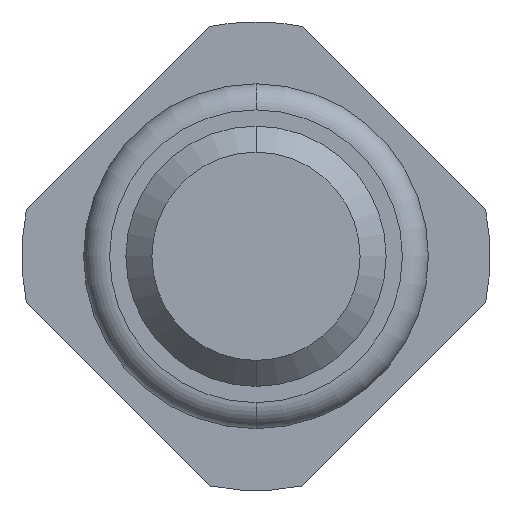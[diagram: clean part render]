
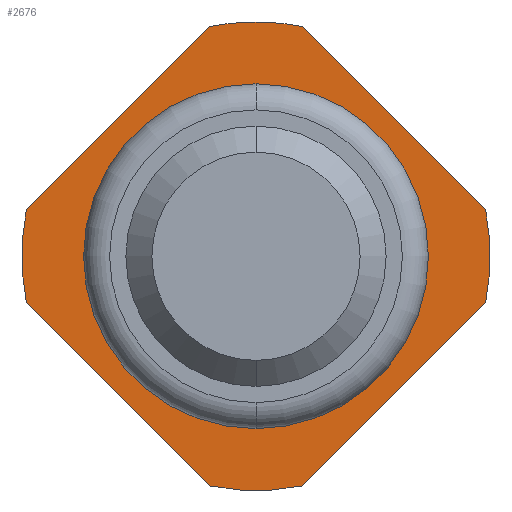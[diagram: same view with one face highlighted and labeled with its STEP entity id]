
A CAD part, front view. The second image highlights one B-rep face of the part: STEP entity #2676.
In plain terms, the highlighted planar face has unit normal (0, -1, 0).
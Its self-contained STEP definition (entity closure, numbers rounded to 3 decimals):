
#151 = CIRCLE ( 'NONE', #3516, 1.8 ) ;
#152 = CARTESIAN_POINT ( 'NONE',  ( -1.764, -2., 0.357 ) ) ;
#155 = AXIS2_PLACEMENT_3D ( 'NONE', #3430, #1435, #2556 ) ;
#162 = ORIENTED_EDGE ( 'NONE', *, *, #1110, .T. ) ;
#168 = CARTESIAN_POINT ( 'NONE',  ( 0., -2., -1.325 ) ) ;
#228 = AXIS2_PLACEMENT_3D ( 'NONE', #1010, #422, #3033 ) ;
#236 = EDGE_CURVE ( 'Defeature ausgef�hrt3_1+Defeature ausgef�hrt3_0+Defeature ausgef�hrt3_18+Defeature ausgef�hrt3_15', #1094, #3123, #1402, .T. ) ;
#248 = LINE ( 'NONE', #886, #2989 ) ;
#337 = FACE_BOUND ( 'NONE', #2528, .T. ) ;
#365 = VERTEX_POINT ( 'NONE', #2889 ) ;
#418 = CARTESIAN_POINT ( 'NONE',  ( 0., -2., 1.8 ) ) ;
#422 = DIRECTION ( 'NONE',  ( 0., 1., 0. ) ) ;
#448 = CARTESIAN_POINT ( 'NONE',  ( 0., -2., 0. ) ) ;
#482 = CARTESIAN_POINT ( 'NONE',  ( 1.961, -2., -0.161 ) ) ;
#525 = DIRECTION ( 'NONE',  ( 0., 0., 1. ) ) ;
#553 = AXIS2_PLACEMENT_3D ( 'NONE', #2529, #2275, #525 ) ;
#563 = EDGE_CURVE ( 'Defeature ausgef�hrt3_2+Defeature ausgef�hrt3_0+Defeature ausgef�hrt3_17+Defeature ausgef�hrt3_18', #907, #826, #2711, .T. ) ;
#614 = CIRCLE ( 'NONE', #1361, 1.8 ) ;
#630 = DIRECTION ( 'NONE',  ( 0., 1., 0. ) ) ;
#655 = CARTESIAN_POINT ( 'NONE',  ( 1.8, -2., 0. ) ) ;
#826 = VERTEX_POINT ( 'NONE', #2712 ) ;
#832 = EDGE_CURVE ( 'Defeature ausgef�hrt3_2+Defeature ausgef�hrt3_0+Defeature ausgef�hrt3_17+Defeature ausgef�hrt3_18', #365, #907, #151, .T. ) ;
#886 = CARTESIAN_POINT ( 'NONE',  ( -0.161, -2., -1.961 ) ) ;
#906 = AXIS2_PLACEMENT_3D ( 'NONE', #2388, #923, #1487 ) ;
#907 = VERTEX_POINT ( 'NONE', #418 ) ;
#923 = DIRECTION ( 'NONE',  ( 0., 1., 0. ) ) ;
#949 = PLANE ( 'NONE',  #3679 ) ;
#980 = VERTEX_POINT ( 'NONE', #168 ) ;
#991 = EDGE_CURVE ( 'Defeature ausgef�hrt3_18+Defeature ausgef�hrt3_0+Defeature ausgef�hrt3_2+Defeature ausgef�hrt3_1', #826, #1094, #2873, .T. ) ;
#1010 = CARTESIAN_POINT ( 'NONE',  ( 0., -2., 0. ) ) ;
#1031 = CARTESIAN_POINT ( 'NONE',  ( 0., -2., 0. ) ) ;
#1094 = VERTEX_POINT ( 'NONE', #2787 ) ;
#1097 = EDGE_CURVE ( 'Defeature ausgef�hrt3_15+Defeature ausgef�hrt3_0+Defeature ausgef�hrt3_1+Defeature ausgef�hrt3_4', #3123, #2308, #2786, .T. ) ;
#1110 = EDGE_CURVE ( 'Defeature ausgef�hrt3_0+Defeature ausgef�hrt3_12+Defeature ausgef�hrt3_12+Defeature ausgef�hrt3_12', #980, #1551, #3488, .T. ) ;
#1330 = DIRECTION ( 'NONE',  ( 0., 1., 0. ) ) ;
#1361 = AXIS2_PLACEMENT_3D ( 'NONE', #448, #3106, #1641 ) ;
#1402 = CIRCLE ( 'NONE', #228, 1.8 ) ;
#1403 = CARTESIAN_POINT ( 'NONE',  ( -0.357, -2., -1.764 ) ) ;
#1435 = DIRECTION ( 'NONE',  ( 0., 1., 0. ) ) ;
#1455 = VECTOR ( 'NONE', #2535, 1000. ) ;
#1487 = DIRECTION ( 'NONE',  ( 0., 0., 1. ) ) ;
#1497 = ORIENTED_EDGE ( 'NONE', *, *, #3626, .F. ) ;
#1536 = ORIENTED_EDGE ( 'NONE', *, *, #563, .F. ) ;
#1544 = LINE ( 'NONE', #3703, #1455 ) ;
#1551 = VERTEX_POINT ( 'NONE', #1890 ) ;
#1566 = ORIENTED_EDGE ( 'NONE', *, *, #1097, .F. ) ;
#1608 = VERTEX_POINT ( 'NONE', #152 ) ;
#1641 = DIRECTION ( 'NONE',  ( 0., 0., 1. ) ) ;
#1772 = AXIS2_PLACEMENT_3D ( 'NONE', #1031, #1330, #3338 ) ;
#1781 = DIRECTION ( 'NONE',  ( -0.707, 0., 0.707 ) ) ;
#1803 = CARTESIAN_POINT ( 'NONE',  ( 0., -2., 0. ) ) ;
#1890 = CARTESIAN_POINT ( 'NONE',  ( 0., -2., 1.325 ) ) ;
#1937 = VERTEX_POINT ( 'NONE', #2948 ) ;
#1952 = CARTESIAN_POINT ( 'NONE',  ( 0.357, -2., -1.764 ) ) ;
#1953 = ORIENTED_EDGE ( 'NONE', *, *, #991, .F. ) ;
#1990 = CIRCLE ( 'NONE', #553, 1.325 ) ;
#2012 = EDGE_CURVE ( 'Defeature ausgef�hrt3_3+Defeature ausgef�hrt3_0+Defeature ausgef�hrt3_16+Defeature ausgef�hrt3_17', #1937, #1608, #3436, .T. ) ;
#2244 = CARTESIAN_POINT ( 'NONE',  ( 1.961, -2., 0.161 ) ) ;
#2253 = EDGE_CURVE ( 'Defeature ausgef�hrt3_17+Defeature ausgef�hrt3_0+Defeature ausgef�hrt3_3+Defeature ausgef�hrt3_2', #1608, #365, #1544, .T. ) ;
#2275 = DIRECTION ( 'NONE',  ( 0., 1., 0. ) ) ;
#2308 = VERTEX_POINT ( 'NONE', #1952 ) ;
#2327 = ORIENTED_EDGE ( 'NONE', *, *, #2350, .T. ) ;
#2337 = CARTESIAN_POINT ( 'NONE',  ( 1.764, -2., -0.357 ) ) ;
#2350 = EDGE_CURVE ( 'Defeature ausgef�hrt3_0+Defeature ausgef�hrt3_12+Defeature ausgef�hrt3_12+Defeature ausgef�hrt3_12', #1551, #980, #1990, .T. ) ;
#2388 = CARTESIAN_POINT ( 'NONE',  ( 0., -2., 0. ) ) ;
#2392 = DIRECTION ( 'NONE',  ( 0., 1., 0. ) ) ;
#2510 = DIRECTION ( 'NONE',  ( 0.707, 0., -0.707 ) ) ;
#2528 = EDGE_LOOP ( 'NONE', ( #2327, #162 ) ) ;
#2529 = CARTESIAN_POINT ( 'NONE',  ( 0., -2., 0. ) ) ;
#2535 = DIRECTION ( 'NONE',  ( 0.707, 0., 0.707 ) ) ;
#2556 = DIRECTION ( 'NONE',  ( 0., 0., 1. ) ) ;
#2676 = ADVANCED_FACE ( 'Defeature ausgef�hrt3_0', ( #337, #3348 ), #949, .F. ) ;
#2689 = DIRECTION ( 'NONE',  ( 0., 0., 1. ) ) ;
#2694 = DIRECTION ( 'NONE',  ( 0., 0., 1. ) ) ;
#2711 = CIRCLE ( 'NONE', #155, 1.8 ) ;
#2712 = CARTESIAN_POINT ( 'NONE',  ( 0.357, -2., 1.764 ) ) ;
#2786 = LINE ( 'NONE', #482, #3093 ) ;
#2787 = CARTESIAN_POINT ( 'NONE',  ( 1.764, -2., 0.357 ) ) ;
#2822 = DIRECTION ( 'NONE',  ( -0.707, 0., -0.707 ) ) ;
#2873 = LINE ( 'NONE', #2244, #3768 ) ;
#2889 = CARTESIAN_POINT ( 'NONE',  ( -0.357, -2., 1.764 ) ) ;
#2945 = ORIENTED_EDGE ( 'NONE', *, *, #2012, .F. ) ;
#2948 = CARTESIAN_POINT ( 'NONE',  ( -1.764, -2., -0.357 ) ) ;
#2958 = EDGE_CURVE ( 'Defeature ausgef�hrt3_4+Defeature ausgef�hrt3_0+Defeature ausgef�hrt3_15+Defeature ausgef�hrt3_16', #2308, #3103, #614, .T. ) ;
#2989 = VECTOR ( 'NONE', #1781, 1000. ) ;
#3014 = ORIENTED_EDGE ( 'NONE', *, *, #2253, .F. ) ;
#3033 = DIRECTION ( 'NONE',  ( 0., 0., 1. ) ) ;
#3091 = ORIENTED_EDGE ( 'NONE', *, *, #236, .F. ) ;
#3093 = VECTOR ( 'NONE', #2822, 1000. ) ;
#3103 = VERTEX_POINT ( 'NONE', #1403 ) ;
#3106 = DIRECTION ( 'NONE',  ( 0., 1., 0. ) ) ;
#3123 = VERTEX_POINT ( 'NONE', #2337 ) ;
#3253 = ORIENTED_EDGE ( 'NONE', *, *, #2958, .F. ) ;
#3338 = DIRECTION ( 'NONE',  ( 0., 0., 1. ) ) ;
#3348 = FACE_OUTER_BOUND ( 'NONE', #3546, .T. ) ;
#3362 = ORIENTED_EDGE ( 'NONE', *, *, #832, .F. ) ;
#3430 = CARTESIAN_POINT ( 'NONE',  ( 0., -2., 0. ) ) ;
#3436 = CIRCLE ( 'NONE', #906, 1.8 ) ;
#3488 = CIRCLE ( 'NONE', #1772, 1.325 ) ;
#3516 = AXIS2_PLACEMENT_3D ( 'NONE', #1803, #2392, #2689 ) ;
#3546 = EDGE_LOOP ( 'NONE', ( #1953, #1536, #3362, #3014, #2945, #1497, #3253, #1566, #3091 ) ) ;
#3626 = EDGE_CURVE ( 'Defeature ausgef�hrt3_16+Defeature ausgef�hrt3_0+Defeature ausgef�hrt3_4+Defeature ausgef�hrt3_3', #3103, #1937, #248, .T. ) ;
#3679 = AXIS2_PLACEMENT_3D ( 'NONE', #655, #630, #2694 ) ;
#3703 = CARTESIAN_POINT ( 'NONE',  ( -0.161, -2., 1.961 ) ) ;
#3768 = VECTOR ( 'NONE', #2510, 1000. ) ;
